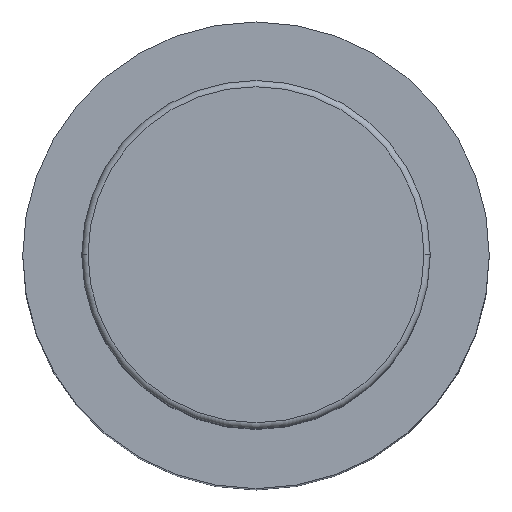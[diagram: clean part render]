
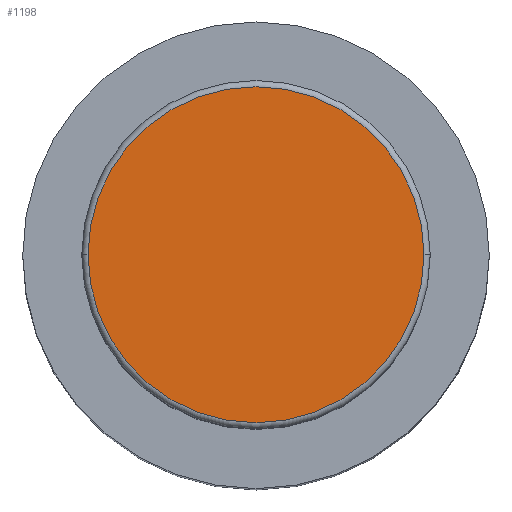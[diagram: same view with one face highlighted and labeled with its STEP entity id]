
A CAD part, top view. The second image highlights one B-rep face of the part: STEP entity #1198.
In plain terms, the highlighted planar face has unit normal (0, 0, 1).
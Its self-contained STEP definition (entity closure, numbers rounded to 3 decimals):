
#16 = EDGE_CURVE ( 'NONE', #605, #1244, #183, .T. ) ;
#178 = EDGE_CURVE ( 'NONE', #1244, #605, #848, .T. ) ;
#183 = CIRCLE ( 'NONE', #541, 27. ) ;
#194 = CARTESIAN_POINT ( 'NONE',  ( -27., 0., 180. ) ) ;
#244 = DIRECTION ( 'NONE',  ( 1., 0., 0. ) ) ;
#271 = EDGE_LOOP ( 'NONE', ( #1230, #591 ) ) ;
#431 = DIRECTION ( 'NONE',  ( 0., 0., 1. ) ) ;
#448 = CARTESIAN_POINT ( 'NONE',  ( 0., 0., 180. ) ) ;
#482 = AXIS2_PLACEMENT_3D ( 'NONE', #1123, #431, #1224 ) ;
#526 = PLANE ( 'NONE',  #482 ) ;
#541 = AXIS2_PLACEMENT_3D ( 'NONE', #1090, #680, #244 ) ;
#577 = FACE_OUTER_BOUND ( 'NONE', #271, .T. ) ;
#591 = ORIENTED_EDGE ( 'NONE', *, *, #178, .T. ) ;
#605 = VERTEX_POINT ( 'NONE', #688 ) ;
#680 = DIRECTION ( 'NONE',  ( 0., 0., 1. ) ) ;
#688 = CARTESIAN_POINT ( 'NONE',  ( 27., 0., 180. ) ) ;
#701 = DIRECTION ( 'NONE',  ( 0., 0., 1. ) ) ;
#786 = DIRECTION ( 'NONE',  ( 1., 0., 0. ) ) ;
#848 = CIRCLE ( 'NONE', #1164, 27. ) ;
#1090 = CARTESIAN_POINT ( 'NONE',  ( 0., 0., 180. ) ) ;
#1123 = CARTESIAN_POINT ( 'NONE',  ( 0., 0., 180. ) ) ;
#1164 = AXIS2_PLACEMENT_3D ( 'NONE', #448, #701, #786 ) ;
#1198 = ADVANCED_FACE ( 'NONE', ( #577 ), #526, .T. ) ;
#1224 = DIRECTION ( 'NONE',  ( 1., 0., 0. ) ) ;
#1230 = ORIENTED_EDGE ( 'NONE', *, *, #16, .T. ) ;
#1244 = VERTEX_POINT ( 'NONE', #194 ) ;
